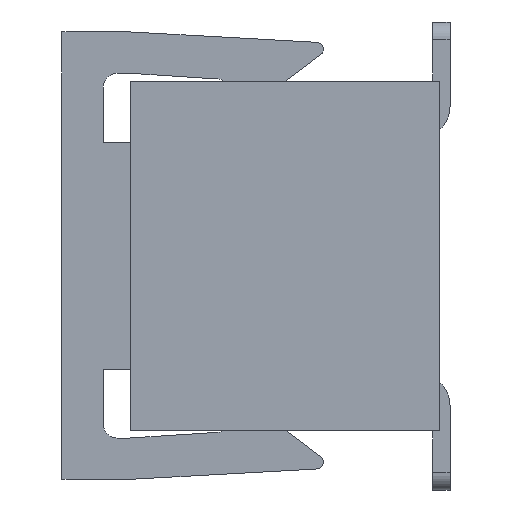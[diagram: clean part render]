
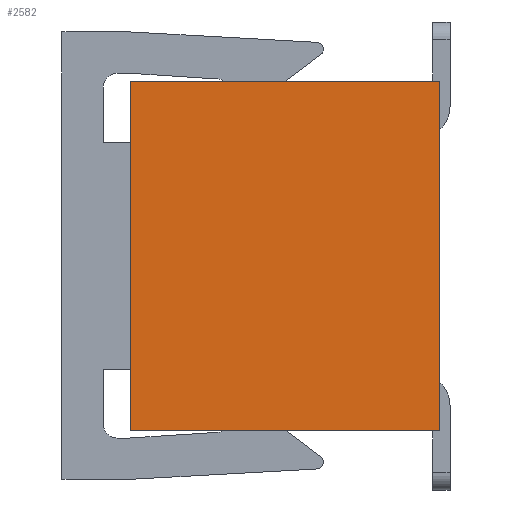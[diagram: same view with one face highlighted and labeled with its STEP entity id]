
A CAD part, left-side view. The second image highlights one B-rep face of the part: STEP entity #2582.
In plain terms, the highlighted planar face has unit normal (-1, 0, 0).
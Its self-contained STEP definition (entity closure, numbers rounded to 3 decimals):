
#1459=CARTESIAN_POINT('',(27.94,0.,-3.81));
#1460=VERTEX_POINT('',#1459);
#1467=CARTESIAN_POINT('',(27.94,4.5,-3.81));
#1468=VERTEX_POINT('',#1467);
#1469=CARTESIAN_POINT('',(27.94,4.5,-3.81));
#1470=DIRECTION('',(0.,-1.,0.));
#1471=VECTOR('',#1470,4.5);
#1472=LINE('',#1469,#1471);
#1473=EDGE_CURVE('',#1468,#1460,#1472,.T.);
#1543=CARTESIAN_POINT('',(27.94,4.5,1.27));
#1544=VERTEX_POINT('',#1543);
#1560=CARTESIAN_POINT('',(27.94,4.5,1.27));
#1561=DIRECTION('',(0.,0.,-1.));
#1562=VECTOR('',#1561,5.08);
#1563=LINE('',#1560,#1562);
#1564=EDGE_CURVE('',#1544,#1468,#1563,.T.);
#2180=CARTESIAN_POINT('',(27.94,0.,1.27));
#2181=VERTEX_POINT('',#2180);
#2485=CARTESIAN_POINT('',(27.94,4.5,1.27));
#2486=DIRECTION('',(0.,-1.,0.));
#2487=VECTOR('',#2486,4.5);
#2488=LINE('',#2485,#2487);
#2489=EDGE_CURVE('',#1544,#2181,#2488,.T.);
#2566=CARTESIAN_POINT('',(27.94,2.25,-1.27));
#2567=DIRECTION('',(0.,0.,1.));
#2568=DIRECTION('',(-1.,0.,0.));
#2569=AXIS2_PLACEMENT_3D('',#2566,#2568,#2567);
#2570=PLANE('',#2569);
#2571=CARTESIAN_POINT('',(27.94,0.,1.27));
#2572=DIRECTION('',(0.,0.,-1.));
#2573=VECTOR('',#2572,5.08);
#2574=LINE('',#2571,#2573);
#2575=EDGE_CURVE('',#2181,#1460,#2574,.T.);
#2576=ORIENTED_EDGE('',*,*,#2575,.F.);
#2577=ORIENTED_EDGE('',*,*,#2489,.F.);
#2578=ORIENTED_EDGE('',*,*,#1564,.T.);
#2579=ORIENTED_EDGE('',*,*,#1473,.T.);
#2580=EDGE_LOOP('',(#2576,#2577,#2578,#2579));
#2581=FACE_OUTER_BOUND('',#2580,.T.);
#2582=ADVANCED_FACE('',(#2581),#2570,.T.);
